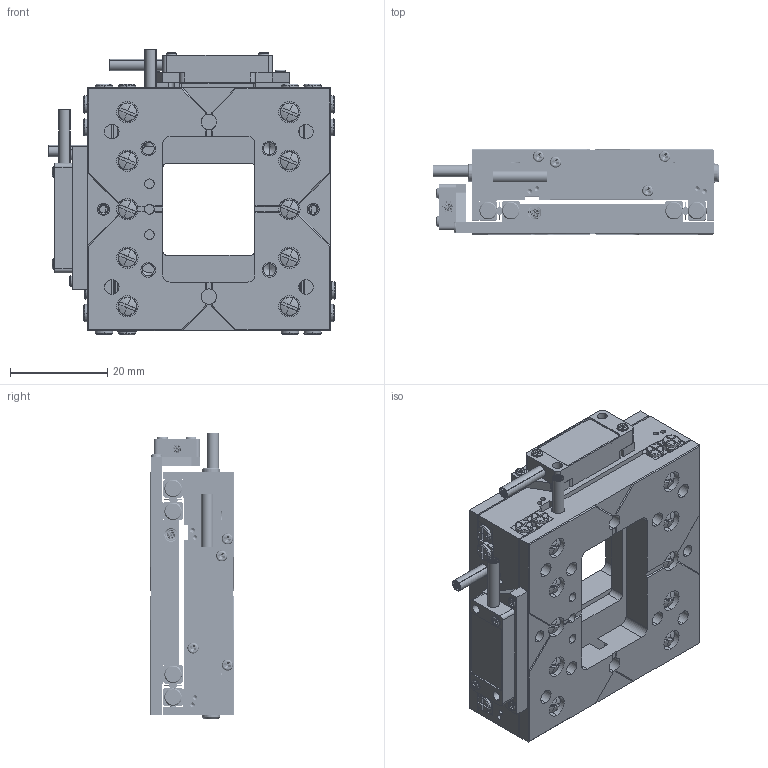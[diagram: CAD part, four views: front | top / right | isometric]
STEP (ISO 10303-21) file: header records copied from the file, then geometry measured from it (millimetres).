
FILE_DESCRIPTION (( 'STEP AP214' ), '1' );
FILE_NAME ('PPX-50-1120X.STEP', '2022-02-05T01:12:29', ( '' ), ( '' ), 'SwSTEP 2.0', 'SolidWorks 2020', '' );
FILE_SCHEMA (( 'AUTOMOTIVE_DESIGN' ));
Length unit declared in the file: millimetre
Products named in the file (17): SV1050-13Z_Movable to Limits; 430438 PPS 28, Back Cover, NJ8x13; SCREW, MS-SCH, M-DIN_M2 x 0.4 x 04mm; _SV1050- 13Z Roller; TFC-421 Silver Braided Cable_L15; SV1050-13Z_Centered; 430697 Encoder Head Enclosure, NJ 8x13; SCREW, MS-PPH, M-JCIS_M1.6 x 0.35 x 5mm; Set Screw, Cup-H, E-ASME_E1-72 x 1''16; _SV1050- 13Z Body; PPX-50-1120X; 430702 PPX-50, NJ Encoder Bracket; 430701 PPX-50, Carriage; 430700 PPX-50, Center Plate; TFC-421 Silver Braided Cable_L20
Assembly tree (67 placements, depth 3):
  PPX-50-1120X
    430700 PPX-50, Center Plate
    SV1050-13Z_Movable to Limits
      _SV1050- 13Z Roller
      _SV1050- 13Z Body  x2
    SV1050-13Z_Centered
      _SV1050- 13Z Roller
      _SV1050- 13Z Body  x2
    SV1050-13Z_Centered
      _SV1050- 13Z Roller
      _SV1050- 13Z Body  x2
    SV1050-13Z_Movable to Limits
      _SV1050- 13Z Roller
      _SV1050- 13Z Body  x2
    430697 Encoder Head Enclosure, NJ 8x13  x2
    430702 PPX-50, NJ Encoder Bracket  x2
    430438 PPS 28, Back Cover, NJ8x13  x2
    SCREW, MS-PPH, M-JCIS_M1.6 x 0.35 x 5mm  x8
    430701 PPX-50, Carriage  x2
    SCREW, MS-SCH, M-DIN_M2 x 0.4 x 04mm  x20
    Set Screw, Cup-H, E-ASME_E1-72 x 1''16  x10
    TFC-421 Silver Braided Cable_L20  x2
    TFC-421 Silver Braided Cable_L15  x2
Bounding box: 59.05 x 17.5 x 58.89 mm (x, y, z)
Volume: 29557.9 mm3; surface area: 37183.6 mm2
Topology: 115 solids, 115 shells, 3069 faces, 7461 edges, 4630 vertices
Faces by surface type: plane 1284, cylinder 903, cone 602, torus 128, sphere 80, bspline 72
Entity records: 84695 total; most frequent: CARTESIAN_POINT 61863, DIRECTION 4299, ORIENTED_EDGE 4032, EDGE_CURVE 2016, AXIS2_PLACEMENT_3D 1624, VERTEX_POINT 1327, VECTOR 1051, LINE 1051
